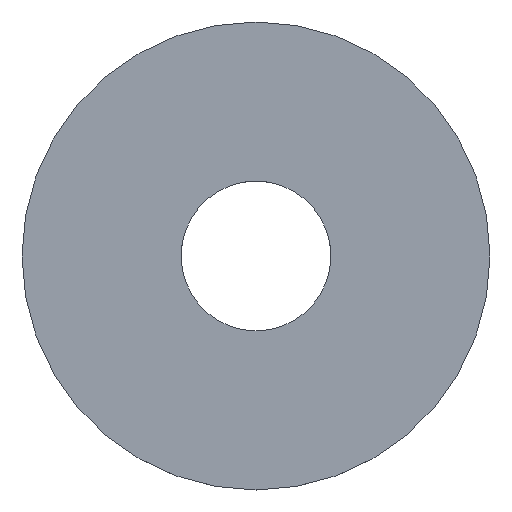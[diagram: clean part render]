
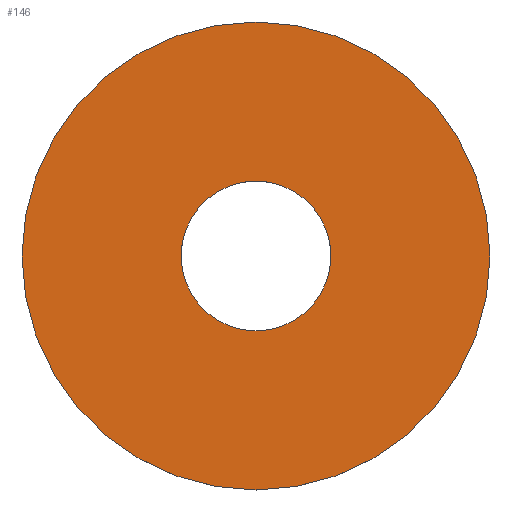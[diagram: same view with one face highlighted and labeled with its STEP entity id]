
A CAD part, top view. The second image highlights one B-rep face of the part: STEP entity #146.
In plain terms, the highlighted planar face has unit normal (0, 0, 1).
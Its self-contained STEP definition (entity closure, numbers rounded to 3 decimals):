
#5 = EDGE_CURVE ( 'NONE', #114, #114, #85, .T. ) ;
#10 = DIRECTION ( 'NONE',  ( 0., 0., 1. ) ) ;
#16 = CARTESIAN_POINT ( 'NONE',  ( 0., 0., 0.5 ) ) ;
#22 = CARTESIAN_POINT ( 'NONE',  ( 0., 12.5, 0.5 ) ) ;
#28 = ORIENTED_EDGE ( 'NONE', *, *, #5, .T. ) ;
#29 = EDGE_CURVE ( 'NONE', #35, #35, #47, .T. ) ;
#35 = VERTEX_POINT ( 'NONE', #22 ) ;
#41 = ORIENTED_EDGE ( 'NONE', *, *, #29, .F. ) ;
#43 = DIRECTION ( 'NONE',  ( 0., 1., 0. ) ) ;
#47 = CIRCLE ( 'NONE', #67, 12.5 ) ;
#49 = PLANE ( 'NONE',  #155 ) ;
#67 = AXIS2_PLACEMENT_3D ( 'NONE', #137, #151, #138 ) ;
#73 = CARTESIAN_POINT ( 'NONE',  ( 0., 4., 0.5 ) ) ;
#79 = FACE_BOUND ( 'NONE', #157, .T. ) ;
#85 = CIRCLE ( 'NONE', #150, 4. ) ;
#100 = CARTESIAN_POINT ( 'NONE',  ( 0., 4., 0.5 ) ) ;
#114 = VERTEX_POINT ( 'NONE', #73 ) ;
#117 = DIRECTION ( 'NONE',  ( 0., 0., -1. ) ) ;
#127 = FACE_OUTER_BOUND ( 'NONE', #141, .T. ) ;
#137 = CARTESIAN_POINT ( 'NONE',  ( 0., 0., 0.5 ) ) ;
#138 = DIRECTION ( 'NONE',  ( 0., 1., 0. ) ) ;
#141 = EDGE_LOOP ( 'NONE', ( #41 ) ) ;
#146 = ADVANCED_FACE ( 'NONE', ( #79, #127 ), #49, .T. ) ;
#150 = AXIS2_PLACEMENT_3D ( 'NONE', #16, #117, #43 ) ;
#151 = DIRECTION ( 'NONE',  ( 0., 0., -1. ) ) ;
#155 = AXIS2_PLACEMENT_3D ( 'NONE', #100, #10, #169 ) ;
#157 = EDGE_LOOP ( 'NONE', ( #28 ) ) ;
#169 = DIRECTION ( 'NONE',  ( 0., -1., 0. ) ) ;
